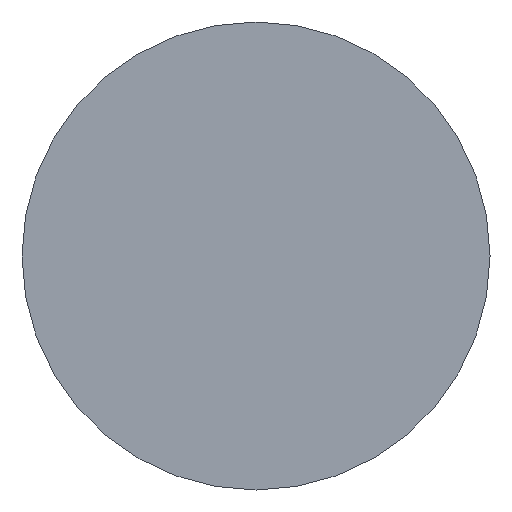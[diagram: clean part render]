
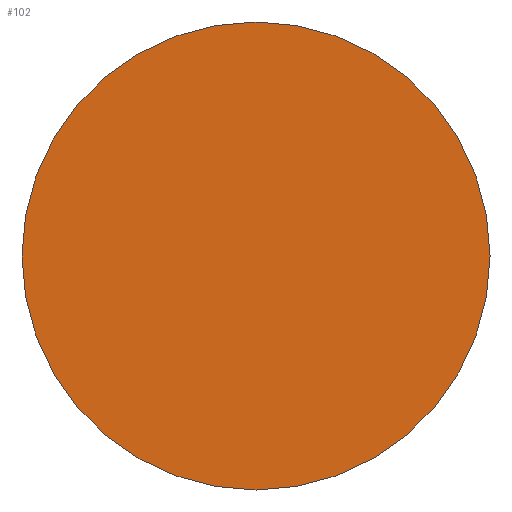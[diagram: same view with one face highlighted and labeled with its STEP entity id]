
A CAD part, front view. The second image highlights one B-rep face of the part: STEP entity #102.
In plain terms, the highlighted planar face has unit normal (0, -1, 0).
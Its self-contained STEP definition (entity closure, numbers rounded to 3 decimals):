
#6 = AXIS2_PLACEMENT_3D ( 'NONE', #282, #54, #14 ) ;
#14 = DIRECTION ( 'NONE',  ( 0., 0., -1. ) ) ;
#29 = AXIS2_PLACEMENT_3D ( 'NONE', #264, #53, #247 ) ;
#49 = DIRECTION ( 'NONE',  ( 0., -1., 0. ) ) ;
#53 = DIRECTION ( 'NONE',  ( 0., -1., 0. ) ) ;
#54 = DIRECTION ( 'NONE',  ( 0., -1., 0. ) ) ;
#55 = FACE_OUTER_BOUND ( 'NONE', #129, .T. ) ;
#83 = AXIS2_PLACEMENT_3D ( 'NONE', #113, #49, #165 ) ;
#85 = ORIENTED_EDGE ( 'NONE', *, *, #246, .T. ) ;
#95 = CARTESIAN_POINT ( 'NONE',  ( 0., 0., 4. ) ) ;
#99 = PLANE ( 'NONE',  #29 ) ;
#101 = CIRCLE ( 'NONE', #83, 4. ) ;
#102 = ADVANCED_FACE ( 'NONE', ( #55 ), #99, .T. ) ;
#113 = CARTESIAN_POINT ( 'NONE',  ( 0., 0., 0. ) ) ;
#129 = EDGE_LOOP ( 'NONE', ( #85, #155 ) ) ;
#155 = ORIENTED_EDGE ( 'NONE', *, *, #191, .T. ) ;
#165 = DIRECTION ( 'NONE',  ( 0., 0., -1. ) ) ;
#173 = CARTESIAN_POINT ( 'NONE',  ( 0., 0., -4. ) ) ;
#191 = EDGE_CURVE ( 'NONE', #228, #273, #101, .T. ) ;
#228 = VERTEX_POINT ( 'NONE', #95 ) ;
#246 = EDGE_CURVE ( 'NONE', #273, #228, #287, .T. ) ;
#247 = DIRECTION ( 'NONE',  ( 0., 0., -1. ) ) ;
#264 = CARTESIAN_POINT ( 'NONE',  ( 0., 0., 0. ) ) ;
#273 = VERTEX_POINT ( 'NONE', #173 ) ;
#282 = CARTESIAN_POINT ( 'NONE',  ( 0., 0., 0. ) ) ;
#287 = CIRCLE ( 'NONE', #6, 4. ) ;
